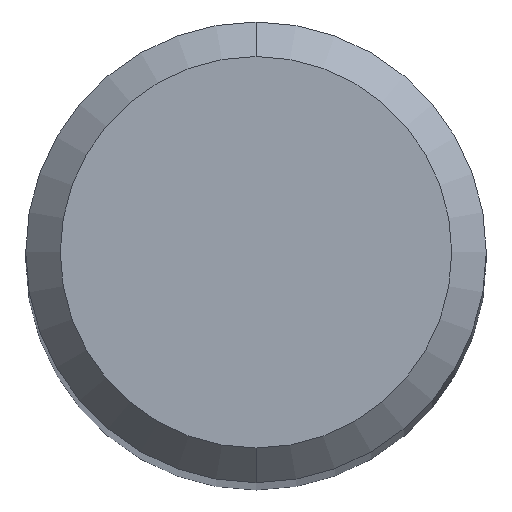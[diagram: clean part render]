
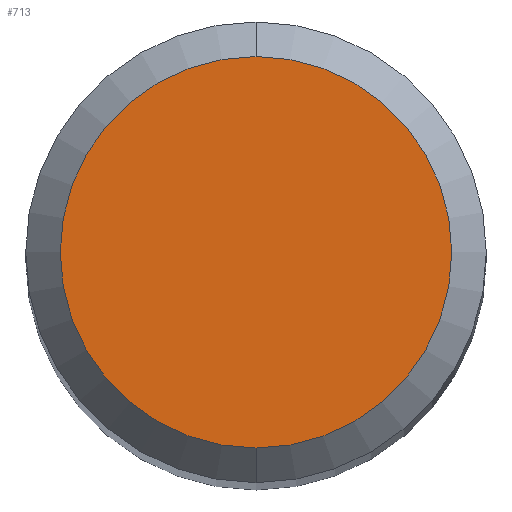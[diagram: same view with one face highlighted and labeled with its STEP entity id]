
A CAD part, top view. The second image highlights one B-rep face of the part: STEP entity #713.
In plain terms, the highlighted planar face has unit normal (0, 0, 1).
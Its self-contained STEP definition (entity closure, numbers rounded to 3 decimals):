
#633=VERTEX_POINT('',#1324);
#713=ADVANCED_FACE('',(#1413),#1414,.T.);
#769=EDGE_CURVE('',#633,#785,#1475,.T.);
#785=VERTEX_POINT('',#1492);
#859=EDGE_CURVE('',#785,#633,#1569,.T.);
#1324=CARTESIAN_POINT('',(0.,-1.7,0.0));
#1413=FACE_OUTER_BOUND('',#3300,.T.);
#1414=PLANE('',#3301);
#1475=CIRCLE('',#3648,1.7);
#1492=CARTESIAN_POINT('',(0.0,1.7,0.0));
#1569=CIRCLE('',#3944,1.7);
#3300=EDGE_LOOP('',(#4949,#4950));
#3301=AXIS2_PLACEMENT_3D('',#4951,#4952,#4953);
#3648=AXIS2_PLACEMENT_3D('',#5005,#5006,#5007);
#3944=AXIS2_PLACEMENT_3D('',#5068,#5069,#5070);
#4949=ORIENTED_EDGE('',*,*,#859,.F.);
#4950=ORIENTED_EDGE('',*,*,#769,.F.);
#4951=CARTESIAN_POINT('',(0.0,0.85,0.0));
#4952=DIRECTION('',(-0.0,0.0,1.0));
#4953=DIRECTION('',(0.0,-1.0,0.0));
#5005=CARTESIAN_POINT('',(0.0,0.0,0.0));
#5006=DIRECTION('',(0.0,0.0,-1.0));
#5007=DIRECTION('',(0.0,1.0,0.0));
#5068=CARTESIAN_POINT('',(0.0,0.0,0.0));
#5069=DIRECTION('',(0.0,0.0,-1.0));
#5070=DIRECTION('',(0.0,1.0,0.0));
